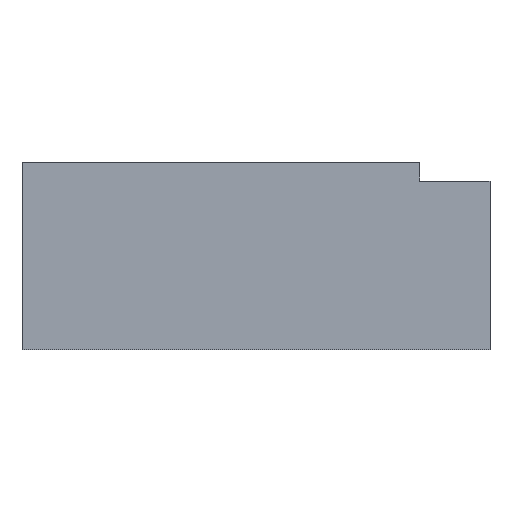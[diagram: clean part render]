
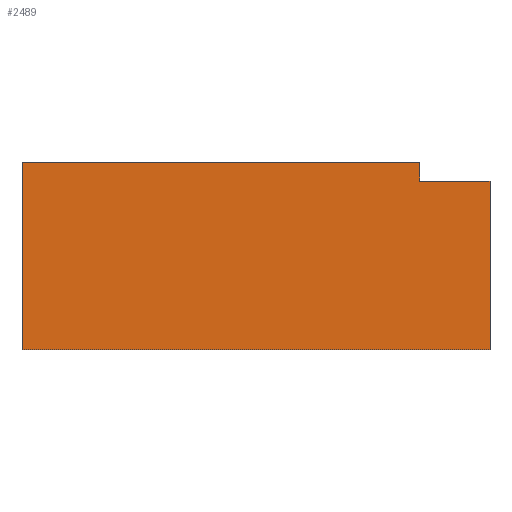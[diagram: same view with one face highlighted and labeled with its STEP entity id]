
A CAD part, front view. The second image highlights one B-rep face of the part: STEP entity #2489.
In plain terms, the highlighted planar face has unit normal (0, -1, 0).
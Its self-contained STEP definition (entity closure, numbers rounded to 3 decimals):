
#434=FACE_OUTER_BOUND('',#581,.T.);
#581=EDGE_LOOP('',(#2297,#2298,#2299,#2300,#2301,#2302));
#751=LINE('',#5029,#938);
#761=LINE('',#5068,#948);
#762=LINE('',#5072,#949);
#769=LINE('',#5085,#956);
#770=LINE('',#5088,#957);
#771=LINE('',#5089,#958);
#938=VECTOR('',#2793,10.);
#948=VECTOR('',#2837,10.);
#949=VECTOR('',#2842,10.);
#956=VECTOR('',#2853,10.);
#957=VECTOR('',#2856,10.);
#958=VECTOR('',#2857,10.);
#1186=VERTEX_POINT('',#5027);
#1187=VERTEX_POINT('',#5028);
#1199=VERTEX_POINT('',#5065);
#1200=VERTEX_POINT('',#5071);
#1204=VERTEX_POINT('',#5083);
#1205=VERTEX_POINT('',#5087);
#1545=EDGE_CURVE('',#1186,#1187,#751,.T.);
#1563=EDGE_CURVE('',#1199,#1187,#761,.T.);
#1564=EDGE_CURVE('',#1199,#1200,#762,.T.);
#1571=EDGE_CURVE('',#1204,#1200,#769,.T.);
#1572=EDGE_CURVE('',#1205,#1204,#770,.T.);
#1573=EDGE_CURVE('',#1205,#1186,#771,.T.);
#2297=ORIENTED_EDGE('',*,*,#1572,.T.);
#2298=ORIENTED_EDGE('',*,*,#1571,.T.);
#2299=ORIENTED_EDGE('',*,*,#1564,.F.);
#2300=ORIENTED_EDGE('',*,*,#1563,.T.);
#2301=ORIENTED_EDGE('',*,*,#1545,.F.);
#2302=ORIENTED_EDGE('',*,*,#1573,.F.);
#2354=PLANE('',#2559);
#2489=ADVANCED_FACE('',(#434),#2354,.T.);
#2559=AXIS2_PLACEMENT_3D('',#5086,#2854,#2855);
#2793=DIRECTION('',(1.,0.,0.));
#2837=DIRECTION('',(0.,0.,1.));
#2842=DIRECTION('',(1.,0.,0.));
#2853=DIRECTION('',(0.,0.,1.));
#2854=DIRECTION('center_axis',(0.,-1.,0.));
#2855=DIRECTION('ref_axis',(1.,0.,0.));
#2856=DIRECTION('',(1.,0.,0.));
#2857=DIRECTION('',(0.,0.,1.));
#5027=CARTESIAN_POINT('',(0.,0.,8.));
#5028=CARTESIAN_POINT('',(17.,0.,8.));
#5029=CARTESIAN_POINT('',(17.,0.,8.));
#5065=CARTESIAN_POINT('',(17.,0.,7.2));
#5068=CARTESIAN_POINT('',(17.,0.,7.2));
#5071=CARTESIAN_POINT('',(20.,0.,7.2));
#5072=CARTESIAN_POINT('',(0.,0.,7.2));
#5083=CARTESIAN_POINT('',(20.,0.,0.));
#5085=CARTESIAN_POINT('',(20.,0.,0.));
#5086=CARTESIAN_POINT('Origin',(0.,0.,0.));
#5087=CARTESIAN_POINT('',(0.,0.,0.));
#5088=CARTESIAN_POINT('',(0.,0.,0.));
#5089=CARTESIAN_POINT('',(0.,0.,0.));
